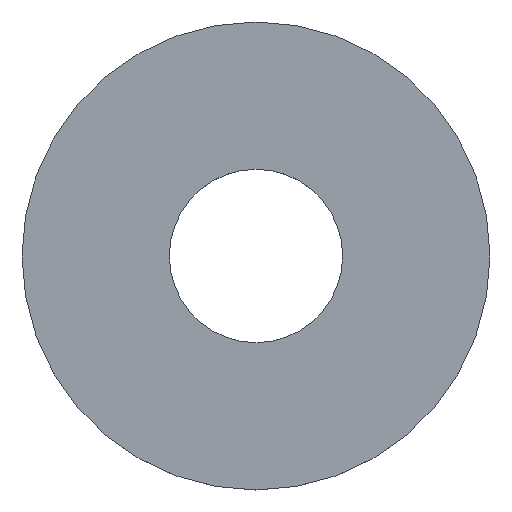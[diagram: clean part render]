
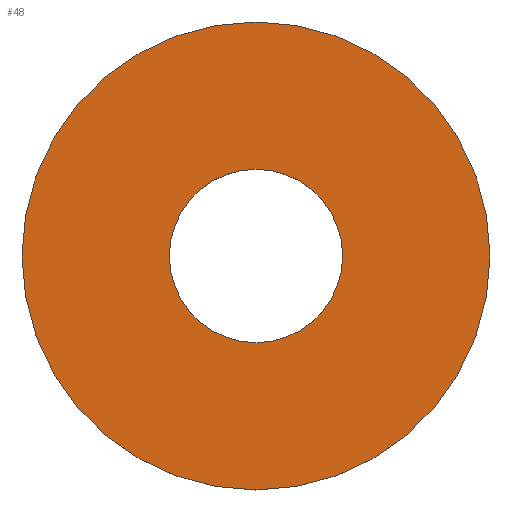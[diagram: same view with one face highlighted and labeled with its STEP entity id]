
A CAD part, top view. The second image highlights one B-rep face of the part: STEP entity #48.
In plain terms, the highlighted planar face has unit normal (0, 0, 1).
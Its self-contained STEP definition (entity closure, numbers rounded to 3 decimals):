
#1 = EDGE_CURVE ( 'NONE', #106, #30, #171, .T. ) ;
#3 = DIRECTION ( 'NONE',  ( 1., 0., 0. ) ) ;
#8 = DIRECTION ( 'NONE',  ( 0., 0., 1. ) ) ;
#13 = EDGE_CURVE ( 'NONE', #86, #211, #131, .T. ) ;
#16 = EDGE_LOOP ( 'NONE', ( #249, #135 ) ) ;
#18 = CARTESIAN_POINT ( 'NONE',  ( 10., 0., 2. ) ) ;
#19 = CARTESIAN_POINT ( 'NONE',  ( -27., 0., 2. ) ) ;
#21 = FACE_BOUND ( 'NONE', #16, .T. ) ;
#30 = VERTEX_POINT ( 'NONE', #116 ) ;
#37 = CARTESIAN_POINT ( 'NONE',  ( 0., 0., 2. ) ) ;
#39 = CARTESIAN_POINT ( 'NONE',  ( 0., 0., 2. ) ) ;
#48 = ADVANCED_FACE ( 'NONE', ( #154, #21 ), #176, .T. ) ;
#55 = DIRECTION ( 'NONE',  ( 0., 0., 1. ) ) ;
#65 = DIRECTION ( 'NONE',  ( 1., 0., 0. ) ) ;
#86 = VERTEX_POINT ( 'NONE', #19 ) ;
#95 = CARTESIAN_POINT ( 'NONE',  ( 0., 0., 2. ) ) ;
#96 = EDGE_LOOP ( 'NONE', ( #184, #128 ) ) ;
#106 = VERTEX_POINT ( 'NONE', #18 ) ;
#107 = AXIS2_PLACEMENT_3D ( 'NONE', #37, #195, #114 ) ;
#110 = AXIS2_PLACEMENT_3D ( 'NONE', #170, #55, #3 ) ;
#114 = DIRECTION ( 'NONE',  ( 1., 0., 0. ) ) ;
#116 = CARTESIAN_POINT ( 'NONE',  ( -10., 0., 2. ) ) ;
#123 = AXIS2_PLACEMENT_3D ( 'NONE', #172, #237, #236 ) ;
#128 = ORIENTED_EDGE ( 'NONE', *, *, #183, .T. ) ;
#131 = CIRCLE ( 'NONE', #212, 27. ) ;
#134 = CARTESIAN_POINT ( 'NONE',  ( 27., 0., 2. ) ) ;
#135 = ORIENTED_EDGE ( 'NONE', *, *, #1, .F. ) ;
#154 = FACE_OUTER_BOUND ( 'NONE', #96, .T. ) ;
#170 = CARTESIAN_POINT ( 'NONE',  ( 0., 0., 2. ) ) ;
#171 = CIRCLE ( 'NONE', #107, 10. ) ;
#172 = CARTESIAN_POINT ( 'NONE',  ( 0., 0., 2. ) ) ;
#176 = PLANE ( 'NONE',  #123 ) ;
#183 = EDGE_CURVE ( 'NONE', #211, #86, #226, .T. ) ;
#184 = ORIENTED_EDGE ( 'NONE', *, *, #13, .T. ) ;
#194 = DIRECTION ( 'NONE',  ( 1., 0., 0. ) ) ;
#195 = DIRECTION ( 'NONE',  ( 0., 0., 1. ) ) ;
#207 = AXIS2_PLACEMENT_3D ( 'NONE', #39, #242, #65 ) ;
#211 = VERTEX_POINT ( 'NONE', #134 ) ;
#212 = AXIS2_PLACEMENT_3D ( 'NONE', #95, #8, #194 ) ;
#226 = CIRCLE ( 'NONE', #207, 27. ) ;
#228 = CIRCLE ( 'NONE', #110, 10. ) ;
#234 = EDGE_CURVE ( 'NONE', #30, #106, #228, .T. ) ;
#236 = DIRECTION ( 'NONE',  ( 1., 0., 0. ) ) ;
#237 = DIRECTION ( 'NONE',  ( 0., 0., 1. ) ) ;
#242 = DIRECTION ( 'NONE',  ( 0., 0., 1. ) ) ;
#249 = ORIENTED_EDGE ( 'NONE', *, *, #234, .F. ) ;
